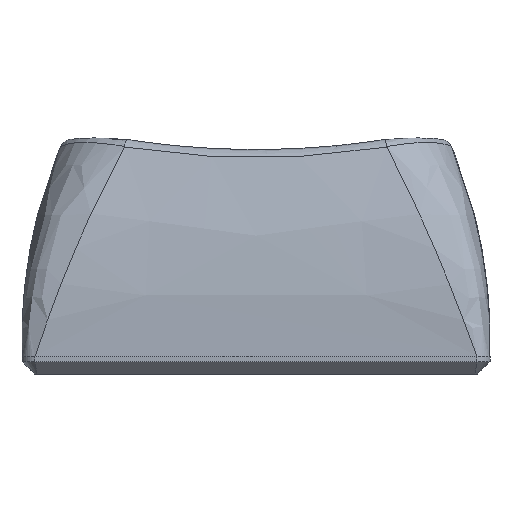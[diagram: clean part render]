
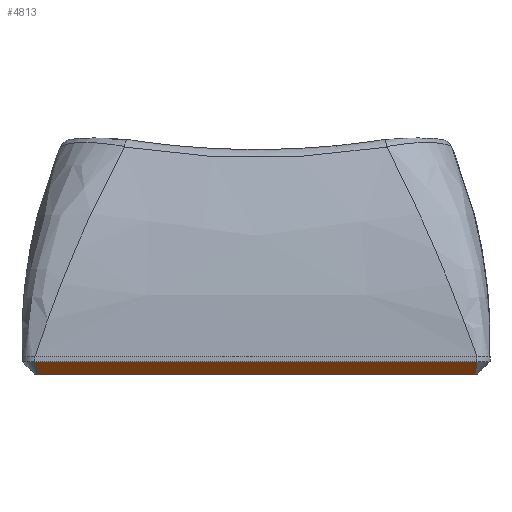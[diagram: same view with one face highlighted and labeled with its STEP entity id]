
A CAD part, front view. The second image highlights one B-rep face of the part: STEP entity #4813.
In plain terms, the highlighted planar face has unit normal (0, -0.707, -0.707).
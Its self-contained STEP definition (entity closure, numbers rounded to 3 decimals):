
#720 = PLANE('',#721);
#721 = AXIS2_PLACEMENT_3D('',#722,#723,#724);
#722 = CARTESIAN_POINT('',(-8.5,-9.,0.672));
#723 = DIRECTION('',(0.,-1.,0.));
#724 = DIRECTION('',(1.,0.,0.));
#1973 = VERTEX_POINT('',#1974);
#1974 = CARTESIAN_POINT('',(-8.5,-9.,0.48));
#2000 = EDGE_CURVE('',#1973,#2001,#2003,.T.);
#2001 = VERTEX_POINT('',#2002);
#2002 = CARTESIAN_POINT('',(8.5,-9.,0.48));
#2003 = SURFACE_CURVE('',#2004,(#2008,#2015),.PCURVE_S1.);
#2004 = LINE('',#2005,#2006);
#2005 = CARTESIAN_POINT('',(-8.5,-9.,0.48));
#2006 = VECTOR('',#2007,1.);
#2007 = DIRECTION('',(1.,0.,0.));
#2008 = PCURVE('',#720,#2009);
#2009 = DEFINITIONAL_REPRESENTATION('',(#2010),#2014);
#2010 = LINE('',#2011,#2012);
#2011 = CARTESIAN_POINT('',(0.,-0.192));
#2012 = VECTOR('',#2013,1.);
#2013 = DIRECTION('',(1.,0.));
#2014 = ( GEOMETRIC_REPRESENTATION_CONTEXT(2) 
PARAMETRIC_REPRESENTATION_CONTEXT() REPRESENTATION_CONTEXT('2D SPACE',''
  ) );
#2015 = PCURVE('',#2016,#2021);
#2016 = PLANE('',#2017);
#2017 = AXIS2_PLACEMENT_3D('',#2018,#2019,#2020);
#2018 = CARTESIAN_POINT('',(-8.5,-8.76,0.24));
#2019 = DIRECTION('',(0.,0.707,0.707)
  );
#2020 = DIRECTION('',(1.,0.,0.));
#2021 = DEFINITIONAL_REPRESENTATION('',(#2022),#2026);
#2022 = LINE('',#2023,#2024);
#2023 = CARTESIAN_POINT('',(0.,-0.339));
#2024 = VECTOR('',#2025,1.);
#2025 = DIRECTION('',(1.,0.));
#2026 = ( GEOMETRIC_REPRESENTATION_CONTEXT(2) 
PARAMETRIC_REPRESENTATION_CONTEXT() REPRESENTATION_CONTEXT('2D SPACE',''
  ) );
#3188 = CONICAL_SURFACE('',#3189,0.7,0.785);
#3189 = AXIS2_PLACEMENT_3D('',#3190,#3191,#3192);
#3190 = CARTESIAN_POINT('',(8.323,-8.323,0.48));
#3191 = DIRECTION('',(-0.,-0.,1.));
#3192 = DIRECTION('',(0.967,-0.253,0.));
#4813 = ADVANCED_FACE('',(#4814),#2016,.F.);
#4814 = FACE_BOUND('',#4815,.F.);
#4815 = EDGE_LOOP('',(#4816,#4851,#4852,#4882));
#4816 = ORIENTED_EDGE('',*,*,#4817,.F.);
#4817 = EDGE_CURVE('',#1973,#4818,#4820,.T.);
#4818 = VERTEX_POINT('',#4819);
#4819 = CARTESIAN_POINT('',(-8.42,-8.52,0.));
#4820 = SURFACE_CURVE('',#4821,(#4826,#4833),.PCURVE_S1.);
#4821 = PARABOLA('',#4822,0.008);
#4822 = AXIS2_PLACEMENT_3D('',#4823,#4824,#4825);
#4823 = CARTESIAN_POINT('',(-8.323,-8.311,
    -0.209));
#4824 = DIRECTION('',(0.,0.707,0.707)
  );
#4825 = DIRECTION('',(0.,-0.707,0.707)
  );
#4826 = PCURVE('',#2016,#4827);
#4827 = DEFINITIONAL_REPRESENTATION('',(#4828),#4832);
#4828 = B_SPLINE_CURVE_WITH_KNOTS('',2,(#4829,#4830,#4831),
  .UNSPECIFIED.,.F.,.F.,(3,3),(-0.177,-0.098),
  .PIECEWISE_BEZIER_KNOTS.);
#4829 = CARTESIAN_POINT('',(0.,-0.339));
#4830 = CARTESIAN_POINT('',(0.04,0.098));
#4831 = CARTESIAN_POINT('',(0.08,0.339));
#4832 = ( GEOMETRIC_REPRESENTATION_CONTEXT(2) 
PARAMETRIC_REPRESENTATION_CONTEXT() REPRESENTATION_CONTEXT('2D SPACE',''
  ) );
#4833 = PCURVE('',#4834,#4839);
#4834 = CONICAL_SURFACE('',#4835,0.7,0.785);
#4835 = AXIS2_PLACEMENT_3D('',#4836,#4837,#4838);
#4836 = CARTESIAN_POINT('',(-8.323,-8.323,0.48));
#4837 = DIRECTION('',(-0.,-0.,1.));
#4838 = DIRECTION('',(-0.253,-0.967,-0.));
#4839 = DEFINITIONAL_REPRESENTATION('',(#4840),#4850);
#4840 = B_SPLINE_CURVE_WITH_KNOTS('',8,(#4841,#4842,#4843,#4844,#4845,
    #4846,#4847,#4848,#4849),.UNSPECIFIED.,.F.,.F.,(9,9),(
    -0.177,-0.098),.PIECEWISE_BEZIER_KNOTS.);
#4841 = CARTESIAN_POINT('',(0.,0.));
#4842 = CARTESIAN_POINT('',(-0.014,-0.077));
#4843 = CARTESIAN_POINT('',(-0.03,-0.15));
#4844 = CARTESIAN_POINT('',(-0.048,-0.217));
#4845 = CARTESIAN_POINT('',(-0.069,-0.28));
#4846 = CARTESIAN_POINT('',(-0.094,-0.337));
#4847 = CARTESIAN_POINT('',(-0.123,-0.39));
#4848 = CARTESIAN_POINT('',(-0.158,-0.437));
#4849 = CARTESIAN_POINT('',(-0.203,-0.48));
#4850 = ( GEOMETRIC_REPRESENTATION_CONTEXT(2) 
PARAMETRIC_REPRESENTATION_CONTEXT() REPRESENTATION_CONTEXT('2D SPACE',''
  ) );
#4851 = ORIENTED_EDGE('',*,*,#2000,.T.);
#4852 = ORIENTED_EDGE('',*,*,#4853,.T.);
#4853 = EDGE_CURVE('',#2001,#4854,#4856,.T.);
#4854 = VERTEX_POINT('',#4855);
#4855 = CARTESIAN_POINT('',(8.42,-8.52,0.));
#4856 = SURFACE_CURVE('',#4857,(#4862,#4869),.PCURVE_S1.);
#4857 = PARABOLA('',#4858,0.008);
#4858 = AXIS2_PLACEMENT_3D('',#4859,#4860,#4861);
#4859 = CARTESIAN_POINT('',(8.323,-8.311,
    -0.209));
#4860 = DIRECTION('',(0.,-0.707,-0.707
    ));
#4861 = DIRECTION('',(0.,-0.707,0.707)
  );
#4862 = PCURVE('',#2016,#4863);
#4863 = DEFINITIONAL_REPRESENTATION('',(#4864),#4868);
#4864 = B_SPLINE_CURVE_WITH_KNOTS('',2,(#4865,#4866,#4867),
  .UNSPECIFIED.,.F.,.F.,(3,3),(-0.177,-0.098),
  .PIECEWISE_BEZIER_KNOTS.);
#4865 = CARTESIAN_POINT('',(17.,-0.339));
#4866 = CARTESIAN_POINT('',(16.96,0.098));
#4867 = CARTESIAN_POINT('',(16.92,0.339));
#4868 = ( GEOMETRIC_REPRESENTATION_CONTEXT(2) 
PARAMETRIC_REPRESENTATION_CONTEXT() REPRESENTATION_CONTEXT('2D SPACE',''
  ) );
#4869 = PCURVE('',#3188,#4870);
#4870 = DEFINITIONAL_REPRESENTATION('',(#4871),#4881);
#4871 = B_SPLINE_CURVE_WITH_KNOTS('',8,(#4872,#4873,#4874,#4875,#4876,
    #4877,#4878,#4879,#4880),.UNSPECIFIED.,.F.,.F.,(9,9),(
    -0.177,-0.098),.PIECEWISE_BEZIER_KNOTS.);
#4872 = CARTESIAN_POINT('',(-1.059,0.));
#4873 = CARTESIAN_POINT('',(-1.045,-0.077));
#4874 = CARTESIAN_POINT('',(-1.029,-0.15));
#4875 = CARTESIAN_POINT('',(-1.01,-0.217));
#4876 = CARTESIAN_POINT('',(-0.99,-0.28));
#4877 = CARTESIAN_POINT('',(-0.965,-0.337));
#4878 = CARTESIAN_POINT('',(-0.936,-0.39));
#4879 = CARTESIAN_POINT('',(-0.901,-0.437));
#4880 = CARTESIAN_POINT('',(-0.856,-0.48));
#4881 = ( GEOMETRIC_REPRESENTATION_CONTEXT(2) 
PARAMETRIC_REPRESENTATION_CONTEXT() REPRESENTATION_CONTEXT('2D SPACE',''
  ) );
#4882 = ORIENTED_EDGE('',*,*,#4883,.F.);
#4883 = EDGE_CURVE('',#4818,#4854,#4884,.T.);
#4884 = SURFACE_CURVE('',#4885,(#4889,#4896),.PCURVE_S1.);
#4885 = LINE('',#4886,#4887);
#4886 = CARTESIAN_POINT('',(-8.5,-8.52,0.));
#4887 = VECTOR('',#4888,1.);
#4888 = DIRECTION('',(1.,0.,0.));
#4889 = PCURVE('',#2016,#4890);
#4890 = DEFINITIONAL_REPRESENTATION('',(#4891),#4895);
#4891 = LINE('',#4892,#4893);
#4892 = CARTESIAN_POINT('',(0.,0.339));
#4893 = VECTOR('',#4894,1.);
#4894 = DIRECTION('',(1.,0.));
#4895 = ( GEOMETRIC_REPRESENTATION_CONTEXT(2) 
PARAMETRIC_REPRESENTATION_CONTEXT() REPRESENTATION_CONTEXT('2D SPACE',''
  ) );
#4896 = PCURVE('',#4897,#4902);
#4897 = PLANE('',#4898);
#4898 = AXIS2_PLACEMENT_3D('',#4899,#4900,#4901);
#4899 = CARTESIAN_POINT('',(8.5,9.,0.));
#4900 = DIRECTION('',(0.,0.,-1.));
#4901 = DIRECTION('',(-1.,0.,0.));
#4902 = DEFINITIONAL_REPRESENTATION('',(#4903),#4907);
#4903 = LINE('',#4904,#4905);
#4904 = CARTESIAN_POINT('',(17.,-17.52));
#4905 = VECTOR('',#4906,1.);
#4906 = DIRECTION('',(-1.,0.));
#4907 = ( GEOMETRIC_REPRESENTATION_CONTEXT(2) 
PARAMETRIC_REPRESENTATION_CONTEXT() REPRESENTATION_CONTEXT('2D SPACE',''
  ) );
